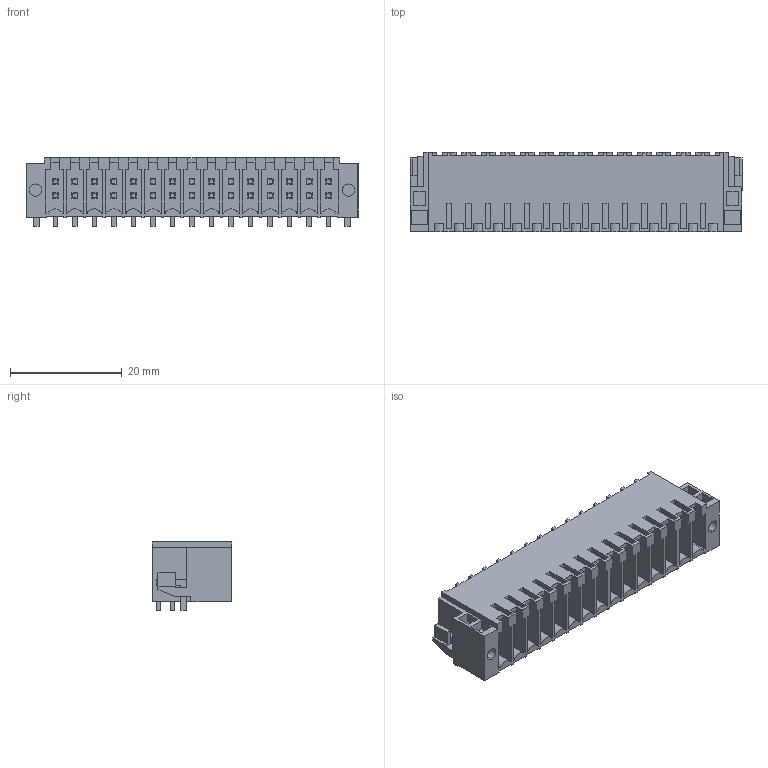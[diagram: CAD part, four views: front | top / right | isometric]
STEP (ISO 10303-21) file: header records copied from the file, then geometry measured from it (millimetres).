
FILE_DESCRIPTION(('CATIA V5 STEP Exchange','CAx-IF Rec.Pracs.--- Model Styling and Organization---1.4--- 2014-01-23'),'2;1');
FILE_NAME ('D1450685_1', '2021-06-30T09:22:20+00:00', ('none'), ('Weidmueller'), 'CATIA Version 5-6 Release 2016 SP3 HF44', 'CATIA V5 STEP AP214', 'none');
FILE_SCHEMA(('AUTOMOTIVE_DESIGN { 1 0 10303 214 1 1 1 1 }'));
Length unit declared in the file: millimetre
Products named in the file (1): 1289990000
Bounding box: 59.5 x 14.2 x 12.3 mm (x, y, z)
Volume: 4620.3 mm3; surface area: 9891.9 mm2
Topology: 33 solids, 33 shells, 1195 faces, 3355 edges, 2257 vertices
Faces by surface type: plane 1161, cylinder 34
Entity records: 34673 total; most frequent: ORIENTED_EDGE 6710, CARTESIAN_POINT 6340, DIRECTION 4375, EDGE_CURVE 3355, VECTOR 3285, LINE 3285, VERTEX_POINT 2257, EDGE_LOOP 1290
